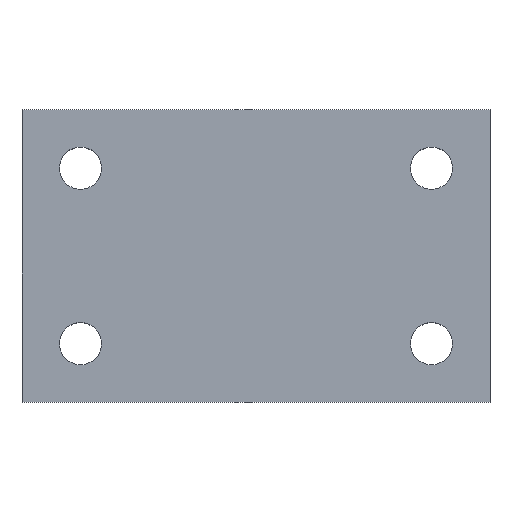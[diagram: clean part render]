
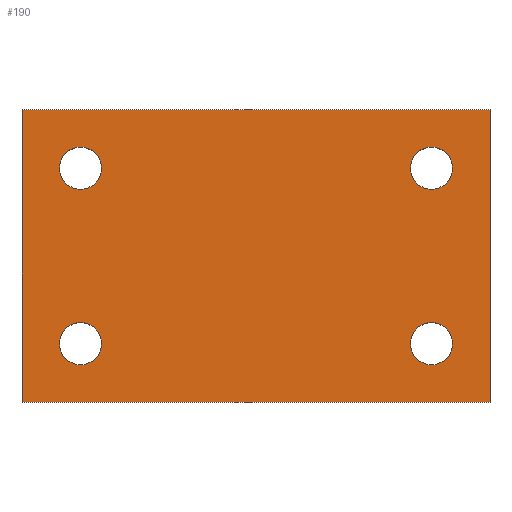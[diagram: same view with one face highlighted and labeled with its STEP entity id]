
A CAD part, top view. The second image highlights one B-rep face of the part: STEP entity #190.
In plain terms, the highlighted planar face has unit normal (0, 0, 1).
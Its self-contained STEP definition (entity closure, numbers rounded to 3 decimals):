
#6 = CARTESIAN_POINT ( 'NONE',  ( 0., 0., 3. ) ) ;
#10 = CARTESIAN_POINT ( 'NONE',  ( -15.01, -10.438, 3. ) ) ;
#24 = VECTOR ( 'NONE', #376, 1000. ) ;
#25 = CARTESIAN_POINT ( 'NONE',  ( -10.01, -5.438, 3. ) ) ;
#36 = DIRECTION ( 'NONE',  ( 1., 0., 0. ) ) ;
#39 = CARTESIAN_POINT ( 'NONE',  ( 24.99, -10.438, 3. ) ) ;
#42 = CARTESIAN_POINT ( 'NONE',  ( -15.01, 14.562, 3. ) ) ;
#43 = EDGE_LOOP ( 'NONE', ( #422, #251 ) ) ;
#49 = VERTEX_POINT ( 'NONE', #304 ) ;
#56 = CIRCLE ( 'NONE', #273, 1.8 ) ;
#57 = CARTESIAN_POINT ( 'NONE',  ( 21.79, -5.438, 3. ) ) ;
#60 = VERTEX_POINT ( 'NONE', #77 ) ;
#62 = EDGE_CURVE ( 'NONE', #347, #294, #226, .T. ) ;
#65 = DIRECTION ( 'NONE',  ( 0., 0., 1. ) ) ;
#67 = ORIENTED_EDGE ( 'NONE', *, *, #430, .F. ) ;
#68 = CARTESIAN_POINT ( 'NONE',  ( -10.01, 9.562, 3. ) ) ;
#73 = VERTEX_POINT ( 'NONE', #39 ) ;
#74 = DIRECTION ( 'NONE',  ( 1., 0., 0. ) ) ;
#77 = CARTESIAN_POINT ( 'NONE',  ( 18.19, 9.562, 3. ) ) ;
#84 = FACE_BOUND ( 'NONE', #43, .T. ) ;
#93 = CARTESIAN_POINT ( 'NONE',  ( -8.21, -5.438, 3. ) ) ;
#94 = EDGE_LOOP ( 'NONE', ( #159, #67 ) ) ;
#98 = CARTESIAN_POINT ( 'NONE',  ( 24.99, 14.562, 3. ) ) ;
#99 = ORIENTED_EDGE ( 'NONE', *, *, #119, .T. ) ;
#100 = DIRECTION ( 'NONE',  ( 1., 0., 0. ) ) ;
#101 = VERTEX_POINT ( 'NONE', #155 ) ;
#105 = AXIS2_PLACEMENT_3D ( 'NONE', #206, #395, #175 ) ;
#108 = VERTEX_POINT ( 'NONE', #228 ) ;
#110 = DIRECTION ( 'NONE',  ( 0., 0., 1. ) ) ;
#112 = AXIS2_PLACEMENT_3D ( 'NONE', #224, #65, #301 ) ;
#113 = AXIS2_PLACEMENT_3D ( 'NONE', #160, #118, #161 ) ;
#118 = DIRECTION ( 'NONE',  ( 0., 0., 1. ) ) ;
#119 = EDGE_CURVE ( 'NONE', #333, #202, #482, .T. ) ;
#123 = DIRECTION ( 'NONE',  ( 1., 0., 0. ) ) ;
#127 = VERTEX_POINT ( 'NONE', #447 ) ;
#131 = AXIS2_PLACEMENT_3D ( 'NONE', #6, #460, #123 ) ;
#137 = DIRECTION ( 'NONE',  ( 1., 0., 0. ) ) ;
#140 = CARTESIAN_POINT ( 'NONE',  ( 19.99, 9.562, 3. ) ) ;
#155 = CARTESIAN_POINT ( 'NONE',  ( -8.21, 9.562, 3. ) ) ;
#159 = ORIENTED_EDGE ( 'NONE', *, *, #366, .F. ) ;
#160 = CARTESIAN_POINT ( 'NONE',  ( 19.99, -5.438, 3. ) ) ;
#161 = DIRECTION ( 'NONE',  ( 1., 0., 0. ) ) ;
#168 = EDGE_CURVE ( 'NONE', #294, #347, #330, .T. ) ;
#175 = DIRECTION ( 'NONE',  ( 1., 0., 0. ) ) ;
#178 = ORIENTED_EDGE ( 'NONE', *, *, #329, .F. ) ;
#179 = VECTOR ( 'NONE', #196, 1000. ) ;
#180 = CARTESIAN_POINT ( 'NONE',  ( -10.01, 9.562, 3. ) ) ;
#181 = VERTEX_POINT ( 'NONE', #10 ) ;
#182 = ORIENTED_EDGE ( 'NONE', *, *, #168, .F. ) ;
#183 = EDGE_CURVE ( 'NONE', #202, #181, #308, .T. ) ;
#186 = CARTESIAN_POINT ( 'NONE',  ( 24.99, 14.562, 3. ) ) ;
#190 = ADVANCED_FACE ( 'NONE', ( #458, #353, #387, #84, #421 ), #346, .T. ) ;
#192 = DIRECTION ( 'NONE',  ( 0., 0., 1. ) ) ;
#196 = DIRECTION ( 'NONE',  ( 0., -1., 0. ) ) ;
#202 = VERTEX_POINT ( 'NONE', #272 ) ;
#206 = CARTESIAN_POINT ( 'NONE',  ( -10.01, -5.438, 3. ) ) ;
#210 = CIRCLE ( 'NONE', #396, 1.8 ) ;
#212 = ORIENTED_EDGE ( 'NONE', *, *, #377, .F. ) ;
#221 = EDGE_LOOP ( 'NONE', ( #182, #473 ) ) ;
#224 = CARTESIAN_POINT ( 'NONE',  ( 19.99, 9.562, 3. ) ) ;
#226 = CIRCLE ( 'NONE', #441, 1.8 ) ;
#228 = CARTESIAN_POINT ( 'NONE',  ( -11.81, -5.438, 3. ) ) ;
#232 = CIRCLE ( 'NONE', #453, 1.8 ) ;
#248 = CARTESIAN_POINT ( 'NONE',  ( 18.19, -5.438, 3. ) ) ;
#251 = ORIENTED_EDGE ( 'NONE', *, *, #306, .F. ) ;
#257 = CARTESIAN_POINT ( 'NONE',  ( -15.01, -10.438, 3. ) ) ;
#260 = CIRCLE ( 'NONE', #312, 1.8 ) ;
#272 = CARTESIAN_POINT ( 'NONE',  ( -15.01, 14.562, 3. ) ) ;
#273 = AXIS2_PLACEMENT_3D ( 'NONE', #180, #358, #137 ) ;
#288 = DIRECTION ( 'NONE',  ( 1., 0., 0. ) ) ;
#291 = DIRECTION ( 'NONE',  ( 1., 0., 0. ) ) ;
#294 = VERTEX_POINT ( 'NONE', #57 ) ;
#301 = DIRECTION ( 'NONE',  ( 1., 0., 0. ) ) ;
#302 = CARTESIAN_POINT ( 'NONE',  ( -15.01, 14.562, 3. ) ) ;
#304 = CARTESIAN_POINT ( 'NONE',  ( 21.79, 9.562, 3. ) ) ;
#306 = EDGE_CURVE ( 'NONE', #60, #49, #260, .T. ) ;
#308 = LINE ( 'NONE', #42, #179 ) ;
#311 = VECTOR ( 'NONE', #341, 1000. ) ;
#312 = AXIS2_PLACEMENT_3D ( 'NONE', #140, #474, #100 ) ;
#320 = CIRCLE ( 'NONE', #105, 1.8 ) ;
#325 = DIRECTION ( 'NONE',  ( 0., 0., 1. ) ) ;
#328 = EDGE_LOOP ( 'NONE', ( #212, #178 ) ) ;
#329 = EDGE_CURVE ( 'NONE', #108, #368, #210, .T. ) ;
#330 = CIRCLE ( 'NONE', #113, 1.8 ) ;
#333 = VERTEX_POINT ( 'NONE', #98 ) ;
#334 = CIRCLE ( 'NONE', #112, 1.8 ) ;
#341 = DIRECTION ( 'NONE',  ( -1., 0., 0. ) ) ;
#346 = PLANE ( 'NONE',  #131 ) ;
#347 = VERTEX_POINT ( 'NONE', #248 ) ;
#348 = EDGE_CURVE ( 'NONE', #181, #73, #428, .T. ) ;
#353 = FACE_BOUND ( 'NONE', #94, .T. ) ;
#358 = DIRECTION ( 'NONE',  ( 0., 0., 1. ) ) ;
#366 = EDGE_CURVE ( 'NONE', #101, #127, #56, .T. ) ;
#368 = VERTEX_POINT ( 'NONE', #93 ) ;
#376 = DIRECTION ( 'NONE',  ( 0., 1., 0. ) ) ;
#377 = EDGE_CURVE ( 'NONE', #368, #108, #320, .T. ) ;
#380 = CARTESIAN_POINT ( 'NONE',  ( 19.99, -5.438, 3. ) ) ;
#387 = FACE_BOUND ( 'NONE', #221, .T. ) ;
#395 = DIRECTION ( 'NONE',  ( 0., 0., 1. ) ) ;
#396 = AXIS2_PLACEMENT_3D ( 'NONE', #25, #325, #288 ) ;
#397 = ORIENTED_EDGE ( 'NONE', *, *, #454, .T. ) ;
#418 = ORIENTED_EDGE ( 'NONE', *, *, #183, .T. ) ;
#419 = EDGE_CURVE ( 'NONE', #49, #60, #334, .T. ) ;
#421 = FACE_OUTER_BOUND ( 'NONE', #470, .T. ) ;
#422 = ORIENTED_EDGE ( 'NONE', *, *, #419, .F. ) ;
#428 = LINE ( 'NONE', #257, #457 ) ;
#430 = EDGE_CURVE ( 'NONE', #127, #101, #232, .T. ) ;
#441 = AXIS2_PLACEMENT_3D ( 'NONE', #380, #192, #36 ) ;
#447 = CARTESIAN_POINT ( 'NONE',  ( -11.81, 9.562, 3. ) ) ;
#453 = AXIS2_PLACEMENT_3D ( 'NONE', #68, #110, #74 ) ;
#454 = EDGE_CURVE ( 'NONE', #73, #333, #480, .T. ) ;
#457 = VECTOR ( 'NONE', #291, 1000. ) ;
#458 = FACE_BOUND ( 'NONE', #328, .T. ) ;
#460 = DIRECTION ( 'NONE',  ( 0., 0., 1. ) ) ;
#467 = ORIENTED_EDGE ( 'NONE', *, *, #348, .T. ) ;
#470 = EDGE_LOOP ( 'NONE', ( #418, #467, #397, #99 ) ) ;
#473 = ORIENTED_EDGE ( 'NONE', *, *, #62, .F. ) ;
#474 = DIRECTION ( 'NONE',  ( 0., 0., 1. ) ) ;
#480 = LINE ( 'NONE', #186, #24 ) ;
#482 = LINE ( 'NONE', #302, #311 ) ;
